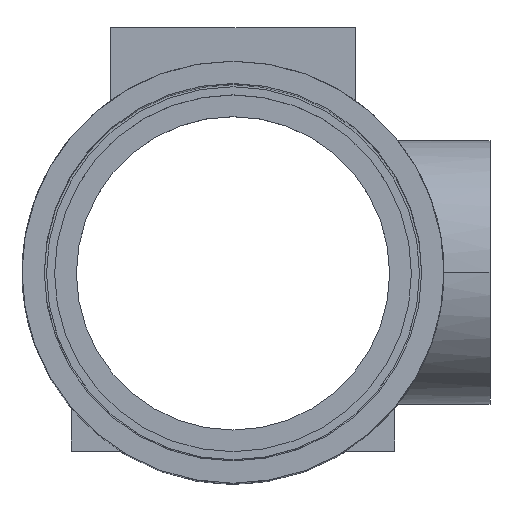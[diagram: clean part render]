
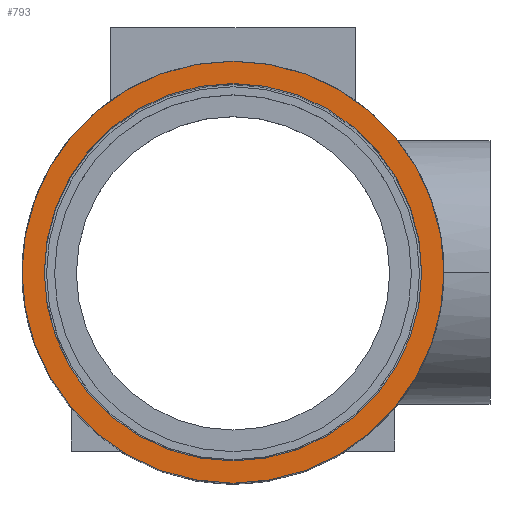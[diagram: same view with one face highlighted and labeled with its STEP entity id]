
A CAD part, top view. The second image highlights one B-rep face of the part: STEP entity #793.
In plain terms, the highlighted planar face has unit normal (0, 0, 1).
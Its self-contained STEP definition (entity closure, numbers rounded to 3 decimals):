
#117 = CARTESIAN_POINT ( 'NONE',  ( 0., 0., 140. ) ) ;
#287 = DIRECTION ( 'NONE',  ( 1., 0., 0. ) ) ;
#591 = EDGE_CURVE ( 'NONE', #3205, #4826, #5631, .T. ) ;
#637 = CIRCLE ( 'NONE', #6089, 38.55 ) ;
#793 = ADVANCED_FACE ( 'NONE', ( #4849, #3022 ), #5750, .T. ) ;
#1025 = ORIENTED_EDGE ( 'NONE', *, *, #5836, .T. ) ;
#1093 = VERTEX_POINT ( 'NONE', #6053 ) ;
#1216 = DIRECTION ( 'NONE',  ( 0., 0., 1. ) ) ;
#1383 = CARTESIAN_POINT ( 'NONE',  ( 0., 0., 140. ) ) ;
#1597 = DIRECTION ( 'NONE',  ( 1., 0., 0. ) ) ;
#1607 = CARTESIAN_POINT ( 'NONE',  ( -38.55, 0., 140. ) ) ;
#1707 = ORIENTED_EDGE ( 'NONE', *, *, #591, .F. ) ;
#2123 = CIRCLE ( 'NONE', #4606, 43.1 ) ;
#2217 = ORIENTED_EDGE ( 'NONE', *, *, #5595, .F. ) ;
#2253 = CARTESIAN_POINT ( 'NONE',  ( 38.55, 0., 140. ) ) ;
#2470 = DIRECTION ( 'NONE',  ( 0., 0., 1. ) ) ;
#2489 = DIRECTION ( 'NONE',  ( 0., 0., 1. ) ) ;
#2503 = CARTESIAN_POINT ( 'NONE',  ( 0., 0., 140. ) ) ;
#2806 = DIRECTION ( 'NONE',  ( 1., 0., 0. ) ) ;
#2937 = EDGE_LOOP ( 'NONE', ( #1025, #3777 ) ) ;
#2998 = AXIS2_PLACEMENT_3D ( 'NONE', #2503, #3881, #5356 ) ;
#3022 = FACE_OUTER_BOUND ( 'NONE', #2937, .T. ) ;
#3205 = VERTEX_POINT ( 'NONE', #2253 ) ;
#3477 = CARTESIAN_POINT ( 'NONE',  ( 0., 0., 140. ) ) ;
#3730 = DIRECTION ( 'NONE',  ( 0., 0., 1. ) ) ;
#3777 = ORIENTED_EDGE ( 'NONE', *, *, #3981, .T. ) ;
#3881 = DIRECTION ( 'NONE',  ( 0., 0., 1. ) ) ;
#3899 = DIRECTION ( 'NONE',  ( 1., 0., 0. ) ) ;
#3981 = EDGE_CURVE ( 'NONE', #1093, #5074, #5075, .T. ) ;
#4606 = AXIS2_PLACEMENT_3D ( 'NONE', #3477, #2470, #1597 ) ;
#4826 = VERTEX_POINT ( 'NONE', #1607 ) ;
#4849 = FACE_BOUND ( 'NONE', #5527, .T. ) ;
#4863 = CARTESIAN_POINT ( 'NONE',  ( -43.1, 0., 140. ) ) ;
#5074 = VERTEX_POINT ( 'NONE', #4863 ) ;
#5075 = CIRCLE ( 'NONE', #2998, 43.1 ) ;
#5356 = DIRECTION ( 'NONE',  ( 1., 0., 0. ) ) ;
#5425 = AXIS2_PLACEMENT_3D ( 'NONE', #5474, #1216, #2806 ) ;
#5474 = CARTESIAN_POINT ( 'NONE',  ( 0., 0., 140. ) ) ;
#5527 = EDGE_LOOP ( 'NONE', ( #1707, #2217 ) ) ;
#5595 = EDGE_CURVE ( 'NONE', #4826, #3205, #637, .T. ) ;
#5631 = CIRCLE ( 'NONE', #5425, 38.55 ) ;
#5750 = PLANE ( 'NONE',  #6074 ) ;
#5836 = EDGE_CURVE ( 'NONE', #5074, #1093, #2123, .T. ) ;
#6053 = CARTESIAN_POINT ( 'NONE',  ( 43.1, 0., 140. ) ) ;
#6074 = AXIS2_PLACEMENT_3D ( 'NONE', #117, #2489, #3899 ) ;
#6089 = AXIS2_PLACEMENT_3D ( 'NONE', #1383, #3730, #287 ) ;
